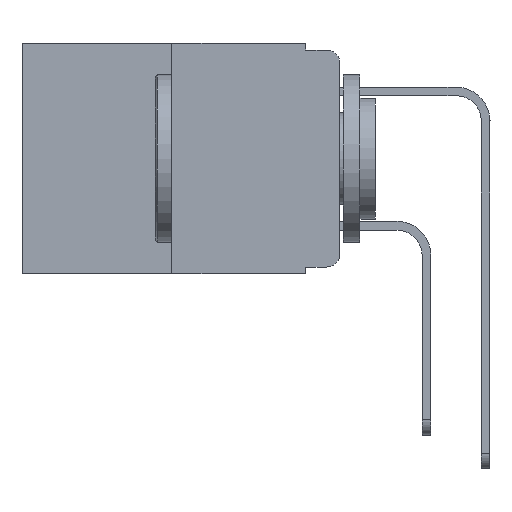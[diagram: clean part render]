
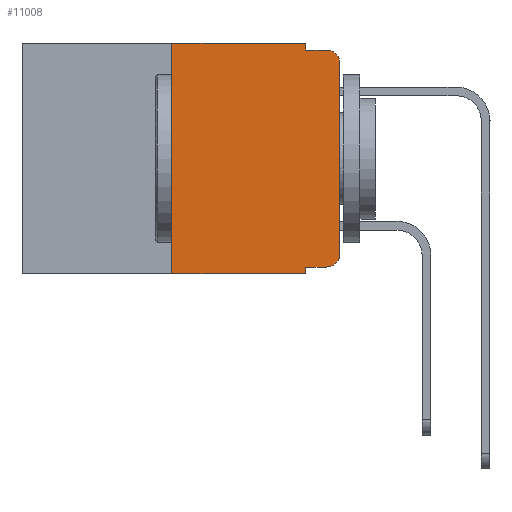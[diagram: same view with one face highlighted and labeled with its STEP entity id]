
A CAD part, left-side view. The second image highlights one B-rep face of the part: STEP entity #11008.
In plain terms, the highlighted planar face has unit normal (-1, 0, 0).
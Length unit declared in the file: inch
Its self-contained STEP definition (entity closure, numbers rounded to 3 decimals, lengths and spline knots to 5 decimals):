
#38 = VECTOR ( 'NONE', #18720, 39.37008 ) ;
#60 = VECTOR ( 'NONE', #5491, 39.37008 ) ;
#81 = VERTEX_POINT ( 'NONE', #22787 ) ;
#303 = ORIENTED_EDGE ( 'NONE', *, *, #3697, .T. ) ;
#952 = AXIS2_PLACEMENT_3D ( 'NONE', #11167, #24800, #13160 ) ;
#1793 = EDGE_CURVE ( 'NONE', #25504, #3229, #9268, .T. ) ;
#2046 = DIRECTION ( 'NONE',  ( 0., 0., 1. ) ) ;
#2076 = VERTEX_POINT ( 'NONE', #18282 ) ;
#2369 = CARTESIAN_POINT ( 'NONE',  ( 0., 0.02, -0.03 ) ) ;
#2805 = CARTESIAN_POINT ( 'NONE',  ( 0., 0.051, -0.01 ) ) ;
#3229 = VERTEX_POINT ( 'NONE', #22799 ) ;
#3568 = ORIENTED_EDGE ( 'NONE', *, *, #16020, .T. ) ;
#3697 = EDGE_CURVE ( 'NONE', #25504, #16635, #4362, .T. ) ;
#4109 = VECTOR ( 'NONE', #2046, 39.37008 ) ;
#4328 = VECTOR ( 'NONE', #22605, 39.37008 ) ;
#4362 = LINE ( 'NONE', #22608, #20169 ) ;
#4423 = DIRECTION ( 'NONE',  ( 0., 0., -1. ) ) ;
#4829 = EDGE_CURVE ( 'NONE', #81, #16217, #24328, .T. ) ;
#5159 = EDGE_CURVE ( 'NONE', #18666, #2076, #17676, .T. ) ;
#5491 = DIRECTION ( 'NONE',  ( 0., -1., 0. ) ) ;
#5805 = VECTOR ( 'NONE', #11380, 39.37008 ) ;
#6497 = EDGE_CURVE ( 'NONE', #7929, #18666, #11126, .T. ) ;
#7929 = VERTEX_POINT ( 'NONE', #23767 ) ;
#8554 = CARTESIAN_POINT ( 'NONE',  ( 0., 0.051, -0.01 ) ) ;
#8764 = FACE_OUTER_BOUND ( 'NONE', #22140, .T. ) ;
#8772 = AXIS2_PLACEMENT_3D ( 'NONE', #10133, #23797, #12111 ) ;
#8903 = DIRECTION ( 'NONE',  ( 0., -1., 0. ) ) ;
#9268 = LINE ( 'NONE', #23427, #18509 ) ;
#10133 = CARTESIAN_POINT ( 'NONE',  ( 0., 0.02, -0.313 ) ) ;
#10452 = ORIENTED_EDGE ( 'NONE', *, *, #1793, .F. ) ;
#10648 = EDGE_CURVE ( 'NONE', #16635, #15928, #16234, .T. ) ;
#10798 = CARTESIAN_POINT ( 'NONE',  ( 0., 0.051, 0. ) ) ;
#11008 = ADVANCED_FACE ( 'NONE', ( #8764 ), #22871, .F. ) ;
#11126 = LINE ( 'NONE', #23082, #5805 ) ;
#11167 = CARTESIAN_POINT ( 'NONE',  ( 0., 0.473, 0. ) ) ;
#11380 = DIRECTION ( 'NONE',  ( 0., 0., 1. ) ) ;
#11426 = CARTESIAN_POINT ( 'NONE',  ( 0., 0.473, 0. ) ) ;
#11807 = VECTOR ( 'NONE', #13428, 39.37008 ) ;
#11869 = EDGE_CURVE ( 'NONE', #2076, #15476, #14964, .T. ) ;
#12111 = DIRECTION ( 'NONE',  ( 0., 0., -1. ) ) ;
#13160 = DIRECTION ( 'NONE',  ( 0., 0., -1. ) ) ;
#13226 = EDGE_CURVE ( 'NONE', #7929, #3229, #20678, .T. ) ;
#13428 = DIRECTION ( 'NONE',  ( 0., -1., 0. ) ) ;
#13723 = EDGE_CURVE ( 'NONE', #15476, #16217, #21249, .T. ) ;
#14194 = ORIENTED_EDGE ( 'NONE', *, *, #6497, .F. ) ;
#14225 = ORIENTED_EDGE ( 'NONE', *, *, #4829, .T. ) ;
#14964 = LINE ( 'NONE', #10798, #4328 ) ;
#15454 = AXIS2_PLACEMENT_3D ( 'NONE', #2369, #16392, #4423 ) ;
#15476 = VERTEX_POINT ( 'NONE', #8554 ) ;
#15746 = CARTESIAN_POINT ( 'NONE',  ( 0., 0., -0.313 ) ) ;
#15928 = VERTEX_POINT ( 'NONE', #15746 ) ;
#16020 = EDGE_CURVE ( 'NONE', #15928, #81, #25038, .T. ) ;
#16217 = VERTEX_POINT ( 'NONE', #16593 ) ;
#16234 = CIRCLE ( 'NONE', #8772, 0.02 ) ;
#16392 = DIRECTION ( 'NONE',  ( -1., 0., 0. ) ) ;
#16593 = CARTESIAN_POINT ( 'NONE',  ( 0., 0.02, -0.01 ) ) ;
#16635 = VERTEX_POINT ( 'NONE', #24072 ) ;
#16972 = ORIENTED_EDGE ( 'NONE', *, *, #10648, .T. ) ;
#17383 = CARTESIAN_POINT ( 'NONE',  ( 0., 0.473, -0.343 ) ) ;
#17676 = LINE ( 'NONE', #11426, #11807 ) ;
#18018 = CARTESIAN_POINT ( 'NONE',  ( 0., 0., 0. ) ) ;
#18282 = CARTESIAN_POINT ( 'NONE',  ( 0., 0.051, 0. ) ) ;
#18509 = VECTOR ( 'NONE', #22591, 39.37008 ) ;
#18666 = VERTEX_POINT ( 'NONE', #19971 ) ;
#18720 = DIRECTION ( 'NONE',  ( 0., -1., 0. ) ) ;
#19971 = CARTESIAN_POINT ( 'NONE',  ( 0., 0.25, 0. ) ) ;
#20169 = VECTOR ( 'NONE', #8903, 39.37008 ) ;
#20288 = ORIENTED_EDGE ( 'NONE', *, *, #13226, .T. ) ;
#20678 = LINE ( 'NONE', #17383, #60 ) ;
#21249 = LINE ( 'NONE', #2805, #38 ) ;
#21472 = ORIENTED_EDGE ( 'NONE', *, *, #11869, .F. ) ;
#22140 = EDGE_LOOP ( 'NONE', ( #3568, #14225, #25383, #21472, #23315, #14194, #20288, #10452, #303, #16972 ) ) ;
#22383 = CARTESIAN_POINT ( 'NONE',  ( 0., 0.051, -0.333 ) ) ;
#22591 = DIRECTION ( 'NONE',  ( 0., 0., -1. ) ) ;
#22605 = DIRECTION ( 'NONE',  ( 0., 0., -1. ) ) ;
#22608 = CARTESIAN_POINT ( 'NONE',  ( 0., 0.051, -0.333 ) ) ;
#22787 = CARTESIAN_POINT ( 'NONE',  ( 0., 0., -0.03 ) ) ;
#22799 = CARTESIAN_POINT ( 'NONE',  ( 0., 0.051, -0.343 ) ) ;
#22871 = PLANE ( 'NONE',  #952 ) ;
#23082 = CARTESIAN_POINT ( 'NONE',  ( 0., 0.25, 0. ) ) ;
#23315 = ORIENTED_EDGE ( 'NONE', *, *, #5159, .F. ) ;
#23427 = CARTESIAN_POINT ( 'NONE',  ( 0., 0.051, 0. ) ) ;
#23767 = CARTESIAN_POINT ( 'NONE',  ( 0., 0.25, -0.343 ) ) ;
#23797 = DIRECTION ( 'NONE',  ( -1., 0., 0. ) ) ;
#24072 = CARTESIAN_POINT ( 'NONE',  ( 0., 0.02, -0.333 ) ) ;
#24328 = CIRCLE ( 'NONE', #15454, 0.02 ) ;
#24800 = DIRECTION ( 'NONE',  ( 1., 0., 0. ) ) ;
#25038 = LINE ( 'NONE', #18018, #4109 ) ;
#25383 = ORIENTED_EDGE ( 'NONE', *, *, #13723, .F. ) ;
#25504 = VERTEX_POINT ( 'NONE', #22383 ) ;
